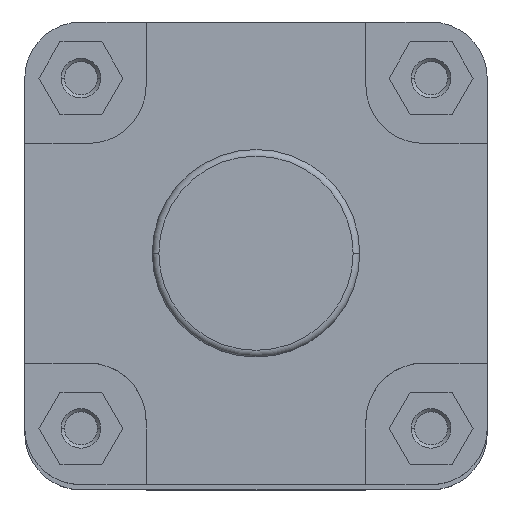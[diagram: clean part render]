
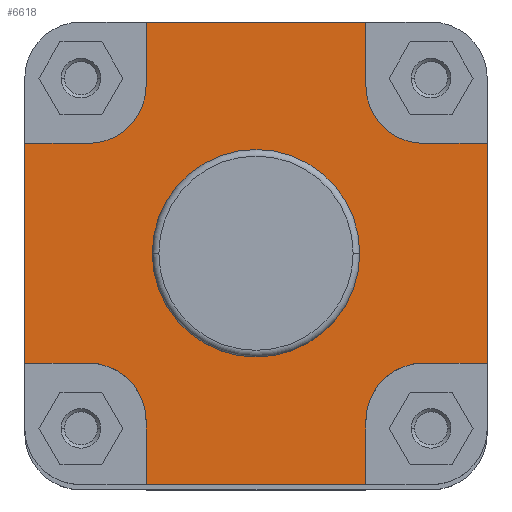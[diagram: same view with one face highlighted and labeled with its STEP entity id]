
A CAD part, top view. The second image highlights one B-rep face of the part: STEP entity #6618.
In plain terms, the highlighted planar face has unit normal (0, 0, 1).
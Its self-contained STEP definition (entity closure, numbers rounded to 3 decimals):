
#472 = EDGE_CURVE ( 'NONE', #5103, #5135, #2190, .T. ) ;
#515 = EDGE_CURVE ( 'NONE', #5114, #5024, #2258, .T. ) ;
#517 = EDGE_CURVE ( 'NONE', #5124, #5128, #2242, .T. ) ;
#518 = EDGE_CURVE ( 'NONE', #5135, #5103, #2264, .T. ) ;
#520 = EDGE_CURVE ( 'NONE', #5128, #5122, #2268, .T. ) ;
#521 = EDGE_CURVE ( 'NONE', #5122, #5024, #2262, .T. ) ;
#522 = EDGE_CURVE ( 'NONE', #5124, #5119, #2269, .T. ) ;
#523 = EDGE_CURVE ( 'NONE', #5022, #5119, #2271, .T. ) ;
#524 = EDGE_CURVE ( 'NONE', #5117, #5022, #2275, .T. ) ;
#525 = EDGE_CURVE ( 'NONE', #5125, #5117, #2260, .T. ) ;
#526 = EDGE_CURVE ( 'NONE', #5080, #5125, #2276, .T. ) ;
#527 = EDGE_CURVE ( 'NONE', #5146, #5080, #2278, .T. ) ;
#528 = EDGE_CURVE ( 'NONE', #5095, #5146, #2281, .T. ) ;
#529 = EDGE_CURVE ( 'NONE', #5030, #5095, #2263, .T. ) ;
#530 = EDGE_CURVE ( 'NONE', #5144, #5030, #2282, .T. ) ;
#531 = EDGE_CURVE ( 'NONE', #5126, #5144, #2284, .T. ) ;
#532 = EDGE_CURVE ( 'NONE', #5136, #5126, #2287, .T. ) ;
#533 = EDGE_CURVE ( 'NONE', #5114, #5136, #2273, .T. ) ;
#840 = AXIS2_PLACEMENT_3D ( 'NONE', #1830, #1838, #1839 ) ;
#875 = AXIS2_PLACEMENT_3D ( 'NONE', #1937, #1947, #1948 ) ;
#877 = AXIS2_PLACEMENT_3D ( 'NONE', #1946, #1953, #1954 ) ;
#881 = AXIS2_PLACEMENT_3D ( 'NONE', #1949, #1962, #1963 ) ;
#883 = AXIS2_PLACEMENT_3D ( 'NONE', #1952, #1971, #1972 ) ;
#886 = AXIS2_PLACEMENT_3D ( 'NONE', #1961, #1979, #1980 ) ;
#1090 = AXIS2_PLACEMENT_3D ( 'NONE', #3611, #3618, #3619 ) ;
#1830 = CARTESIAN_POINT ( 'NONE',  ( 0., 0., -6. ) ) ;
#1838 = DIRECTION ( 'NONE',  ( 0., 0., 1. ) ) ;
#1839 = DIRECTION ( 'NONE',  ( 1., 0., 0. ) ) ;
#1937 = CARTESIAN_POINT ( 'NONE',  ( 0., 0., -6. ) ) ;
#1938 = CARTESIAN_POINT ( 'NONE',  ( -70., -154.141, -6. ) ) ;
#1939 = DIRECTION ( 'NONE',  ( 0., -1., 0. ) ) ;
#1944 = CARTESIAN_POINT ( 'NONE',  ( -33.25, -50.75, -6. ) ) ;
#1945 = DIRECTION ( 'NONE',  ( 0., 1., 0. ) ) ;
#1946 = CARTESIAN_POINT ( 'NONE',  ( -50.75, -50.75, -6. ) ) ;
#1947 = DIRECTION ( 'NONE',  ( 0., 0., 1. ) ) ;
#1948 = DIRECTION ( 'NONE',  ( 1., 0., 0. ) ) ;
#1949 = CARTESIAN_POINT ( 'NONE',  ( 50.75, -50.75, -6. ) ) ;
#1952 = CARTESIAN_POINT ( 'NONE',  ( 50.75, 50.75, -6. ) ) ;
#1953 = DIRECTION ( 'NONE',  ( 0., 0., 1. ) ) ;
#1954 = DIRECTION ( 'NONE',  ( -1., 0., 0. ) ) ;
#1955 = CARTESIAN_POINT ( 'NONE',  ( -70., -33.25, -6. ) ) ;
#1956 = DIRECTION ( 'NONE',  ( -1., 0., 0. ) ) ;
#1957 = CARTESIAN_POINT ( 'NONE',  ( 0., -70., -6. ) ) ;
#1958 = DIRECTION ( 'NONE',  ( 1., 0., 0. ) ) ;
#1959 = CARTESIAN_POINT ( 'NONE',  ( 33.25, -70., -6. ) ) ;
#1960 = DIRECTION ( 'NONE',  ( 0., -1., 0. ) ) ;
#1961 = CARTESIAN_POINT ( 'NONE',  ( -50.75, 50.75, -6. ) ) ;
#1962 = DIRECTION ( 'NONE',  ( 0., 0., 1. ) ) ;
#1963 = DIRECTION ( 'NONE',  ( -1., 0., 0. ) ) ;
#1964 = CARTESIAN_POINT ( 'NONE',  ( 50.75, -33.25, -6. ) ) ;
#1965 = DIRECTION ( 'NONE',  ( -1., 0., 0. ) ) ;
#1966 = CARTESIAN_POINT ( 'NONE',  ( 70., -154.141, -6. ) ) ;
#1967 = DIRECTION ( 'NONE',  ( 0., -1., 0. ) ) ;
#1968 = CARTESIAN_POINT ( 'NONE',  ( 70., 33.25, -6. ) ) ;
#1969 = DIRECTION ( 'NONE',  ( 1., 0., 0. ) ) ;
#1971 = DIRECTION ( 'NONE',  ( 0., 0., 1. ) ) ;
#1972 = DIRECTION ( 'NONE',  ( -1., 0., 0. ) ) ;
#1973 = CARTESIAN_POINT ( 'NONE',  ( 33.25, 50.75, -6. ) ) ;
#1974 = DIRECTION ( 'NONE',  ( 0., -1., 0. ) ) ;
#1975 = CARTESIAN_POINT ( 'NONE',  ( 0., 70., -6. ) ) ;
#1976 = DIRECTION ( 'NONE',  ( 1., 0., 0. ) ) ;
#1977 = CARTESIAN_POINT ( 'NONE',  ( -33.25, 70., -6. ) ) ;
#1978 = DIRECTION ( 'NONE',  ( 0., 1., 0. ) ) ;
#1979 = DIRECTION ( 'NONE',  ( 0., 0., 1. ) ) ;
#1980 = DIRECTION ( 'NONE',  ( -1., 0., 0. ) ) ;
#1981 = CARTESIAN_POINT ( 'NONE',  ( -50.75, 33.25, -6. ) ) ;
#1982 = DIRECTION ( 'NONE',  ( 1., 0., 0. ) ) ;
#2190 = CIRCLE ( 'NONE', #840, 31.4 ) ;
#2238 = VECTOR ( 'NONE', #1945, 1000. ) ;
#2242 = LINE ( 'NONE', #1944, #2238 ) ;
#2258 = LINE ( 'NONE', #1938, #2259 ) ;
#2259 = VECTOR ( 'NONE', #1939, 1000. ) ;
#2260 = LINE ( 'NONE', #1964, #2267 ) ;
#2262 = LINE ( 'NONE', #1955, #2265 ) ;
#2263 = LINE ( 'NONE', #1973, #2274 ) ;
#2264 = CIRCLE ( 'NONE', #875, 31.4 ) ;
#2265 = VECTOR ( 'NONE', #1956, 1000. ) ;
#2267 = VECTOR ( 'NONE', #1965, 1000. ) ;
#2268 = CIRCLE ( 'NONE', #877, 17.5 ) ;
#2269 = LINE ( 'NONE', #1957, #2270 ) ;
#2270 = VECTOR ( 'NONE', #1958, 1000. ) ;
#2271 = LINE ( 'NONE', #1959, #2272 ) ;
#2272 = VECTOR ( 'NONE', #1960, 1000. ) ;
#2273 = LINE ( 'NONE', #1981, #2280 ) ;
#2274 = VECTOR ( 'NONE', #1974, 1000. ) ;
#2275 = CIRCLE ( 'NONE', #881, 17.5 ) ;
#2276 = LINE ( 'NONE', #1966, #2277 ) ;
#2277 = VECTOR ( 'NONE', #1967, 1000. ) ;
#2278 = LINE ( 'NONE', #1968, #2279 ) ;
#2279 = VECTOR ( 'NONE', #1969, 1000. ) ;
#2280 = VECTOR ( 'NONE', #1982, 1000. ) ;
#2281 = CIRCLE ( 'NONE', #883, 17.5 ) ;
#2282 = LINE ( 'NONE', #1975, #2283 ) ;
#2283 = VECTOR ( 'NONE', #1976, 1000. ) ;
#2284 = LINE ( 'NONE', #1977, #2285 ) ;
#2285 = VECTOR ( 'NONE', #1978, 1000. ) ;
#2287 = CIRCLE ( 'NONE', #886, 17.5 ) ;
#2485 = FACE_OUTER_BOUND ( 'NONE', #7486, .T. ) ;
#2488 = FACE_BOUND ( 'NONE', #7503, .T. ) ;
#3182 = CARTESIAN_POINT ( 'NONE',  ( 33.25, -50.75, -6. ) ) ;
#3184 = CARTESIAN_POINT ( 'NONE',  ( -70., -33.25, -6. ) ) ;
#3190 = CARTESIAN_POINT ( 'NONE',  ( 33.25, 70., -6. ) ) ;
#3240 = CARTESIAN_POINT ( 'NONE',  ( 70., 33.25, -6. ) ) ;
#3255 = CARTESIAN_POINT ( 'NONE',  ( 33.25, 50.75, -6. ) ) ;
#3263 = CARTESIAN_POINT ( 'NONE',  ( 31.4, 0., -6. ) ) ;
#3274 = CARTESIAN_POINT ( 'NONE',  ( -70., 33.25, -6. ) ) ;
#3277 = CARTESIAN_POINT ( 'NONE',  ( 50.75, -33.25, -6. ) ) ;
#3279 = CARTESIAN_POINT ( 'NONE',  ( 33.25, -70., -6. ) ) ;
#3282 = CARTESIAN_POINT ( 'NONE',  ( -50.75, -33.25, -6. ) ) ;
#3284 = CARTESIAN_POINT ( 'NONE',  ( -33.25, -70., -6. ) ) ;
#3285 = CARTESIAN_POINT ( 'NONE',  ( 70., -33.25, -6. ) ) ;
#3286 = CARTESIAN_POINT ( 'NONE',  ( -33.25, 50.75, -6. ) ) ;
#3288 = CARTESIAN_POINT ( 'NONE',  ( -33.25, -50.75, -6. ) ) ;
#3295 = CARTESIAN_POINT ( 'NONE',  ( -31.4, 0., -6. ) ) ;
#3296 = CARTESIAN_POINT ( 'NONE',  ( -50.75, 33.25, -6. ) ) ;
#3304 = CARTESIAN_POINT ( 'NONE',  ( -33.25, 70., -6. ) ) ;
#3306 = CARTESIAN_POINT ( 'NONE',  ( 50.75, 33.25, -6. ) ) ;
#3611 = CARTESIAN_POINT ( 'NONE',  ( 0., 31.4, -6. ) ) ;
#3617 = PLANE ( 'NONE',  #1090 ) ;
#3618 = DIRECTION ( 'NONE',  ( 0., 0., -1. ) ) ;
#3619 = DIRECTION ( 'NONE',  ( -1., 0., 0. ) ) ;
#5022 = VERTEX_POINT ( 'NONE', #3182 ) ;
#5024 = VERTEX_POINT ( 'NONE', #3184 ) ;
#5030 = VERTEX_POINT ( 'NONE', #3190 ) ;
#5080 = VERTEX_POINT ( 'NONE', #3240 ) ;
#5095 = VERTEX_POINT ( 'NONE', #3255 ) ;
#5103 = VERTEX_POINT ( 'NONE', #3263 ) ;
#5114 = VERTEX_POINT ( 'NONE', #3274 ) ;
#5117 = VERTEX_POINT ( 'NONE', #3277 ) ;
#5119 = VERTEX_POINT ( 'NONE', #3279 ) ;
#5122 = VERTEX_POINT ( 'NONE', #3282 ) ;
#5124 = VERTEX_POINT ( 'NONE', #3284 ) ;
#5125 = VERTEX_POINT ( 'NONE', #3285 ) ;
#5126 = VERTEX_POINT ( 'NONE', #3286 ) ;
#5128 = VERTEX_POINT ( 'NONE', #3288 ) ;
#5135 = VERTEX_POINT ( 'NONE', #3295 ) ;
#5136 = VERTEX_POINT ( 'NONE', #3296 ) ;
#5144 = VERTEX_POINT ( 'NONE', #3304 ) ;
#5146 = VERTEX_POINT ( 'NONE', #3306 ) ;
#5776 = ORIENTED_EDGE ( 'NONE', *, *, #533, .F. ) ;
#5777 = ORIENTED_EDGE ( 'NONE', *, *, #532, .F. ) ;
#5778 = ORIENTED_EDGE ( 'NONE', *, *, #531, .F. ) ;
#5779 = ORIENTED_EDGE ( 'NONE', *, *, #530, .F. ) ;
#5780 = ORIENTED_EDGE ( 'NONE', *, *, #529, .F. ) ;
#5781 = ORIENTED_EDGE ( 'NONE', *, *, #528, .F. ) ;
#5782 = ORIENTED_EDGE ( 'NONE', *, *, #527, .F. ) ;
#5783 = ORIENTED_EDGE ( 'NONE', *, *, #526, .F. ) ;
#5784 = ORIENTED_EDGE ( 'NONE', *, *, #525, .F. ) ;
#5785 = ORIENTED_EDGE ( 'NONE', *, *, #524, .F. ) ;
#5786 = ORIENTED_EDGE ( 'NONE', *, *, #523, .F. ) ;
#5787 = ORIENTED_EDGE ( 'NONE', *, *, #522, .T. ) ;
#5788 = ORIENTED_EDGE ( 'NONE', *, *, #517, .F. ) ;
#5789 = ORIENTED_EDGE ( 'NONE', *, *, #520, .F. ) ;
#5790 = ORIENTED_EDGE ( 'NONE', *, *, #521, .F. ) ;
#5791 = ORIENTED_EDGE ( 'NONE', *, *, #515, .T. ) ;
#5792 = ORIENTED_EDGE ( 'NONE', *, *, #518, .F. ) ;
#5793 = ORIENTED_EDGE ( 'NONE', *, *, #472, .F. ) ;
#6618 = ADVANCED_FACE ( 'NONE', ( #2488, #2485 ), #3617, .F. ) ;
#7486 = EDGE_LOOP ( 'NONE', ( #5791, #5790, #5789, #5788, #5787, #5786, #5785, #5784, #5783, #5782, #5781, #5780, #5779, #5778, #5777, #5776 ) ) ;
#7503 = EDGE_LOOP ( 'NONE', ( #5793, #5792 ) ) ;
